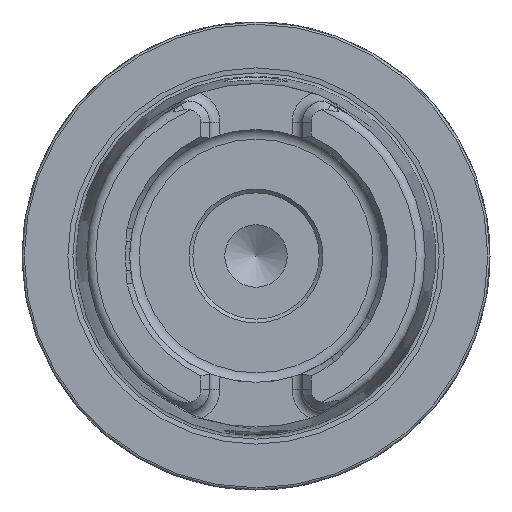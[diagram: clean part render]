
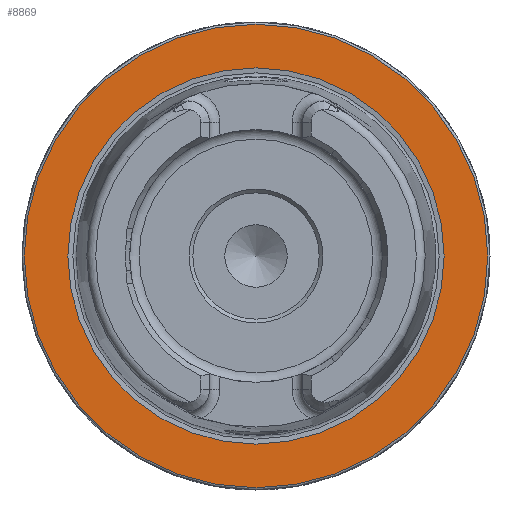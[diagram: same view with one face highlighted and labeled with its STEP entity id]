
A CAD part, left-side view. The second image highlights one B-rep face of the part: STEP entity #8869.
In plain terms, the highlighted planar face has unit normal (-1, 0, 0).
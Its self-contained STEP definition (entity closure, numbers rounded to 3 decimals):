
#85 = CARTESIAN_POINT ( 'NONE',  ( 0., 31.2, 0. ) ) ;
#519 = AXIS2_PLACEMENT_3D ( 'NONE', #85, #3333, #8861 ) ;
#566 = ORIENTED_EDGE ( 'NONE', *, *, #954, .F. ) ;
#777 = EDGE_LOOP ( 'NONE', ( #566 ) ) ;
#810 = DIRECTION ( 'NONE',  ( -1., 0., 0. ) ) ;
#954 = EDGE_CURVE ( 'NONE', #10110, #10110, #1959, .T. ) ;
#1959 = CIRCLE ( 'NONE', #2478, 25.324 ) ;
#1964 = DIRECTION ( 'NONE',  ( 0., 0., 1. ) ) ;
#1965 = DIRECTION ( 'NONE',  ( 0., 0., 1. ) ) ;
#2191 = VERTEX_POINT ( 'NONE', #11177 ) ;
#2478 = AXIS2_PLACEMENT_3D ( 'NONE', #6206, #810, #1964 ) ;
#2631 = CARTESIAN_POINT ( 'NONE',  ( 0., 0., 0. ) ) ;
#3333 = DIRECTION ( 'NONE',  ( 1., 0., 0. ) ) ;
#5627 = CARTESIAN_POINT ( 'NONE',  ( 0., 0., 25.324 ) ) ;
#6206 = CARTESIAN_POINT ( 'NONE',  ( 0., 0., 0. ) ) ;
#7244 = EDGE_LOOP ( 'NONE', ( #8450 ) ) ;
#7258 = AXIS2_PLACEMENT_3D ( 'NONE', #2631, #12327, #1965 ) ;
#8450 = ORIENTED_EDGE ( 'NONE', *, *, #8748, .T. ) ;
#8748 = EDGE_CURVE ( 'NONE', #2191, #2191, #13265, .T. ) ;
#8822 = PLANE ( 'NONE',  #519 ) ;
#8861 = DIRECTION ( 'NONE',  ( 0., 0., -1. ) ) ;
#8869 = ADVANCED_FACE ( 'NONE', ( #12427, #9570 ), #8822, .F. ) ;
#9570 = FACE_OUTER_BOUND ( 'NONE', #7244, .T. ) ;
#10110 = VERTEX_POINT ( 'NONE', #5627 ) ;
#11177 = CARTESIAN_POINT ( 'NONE',  ( 0., 0., 31.2 ) ) ;
#12327 = DIRECTION ( 'NONE',  ( -1., 0., 0. ) ) ;
#12427 = FACE_BOUND ( 'NONE', #777, .T. ) ;
#13265 = CIRCLE ( 'NONE', #7258, 31.2 ) ;
